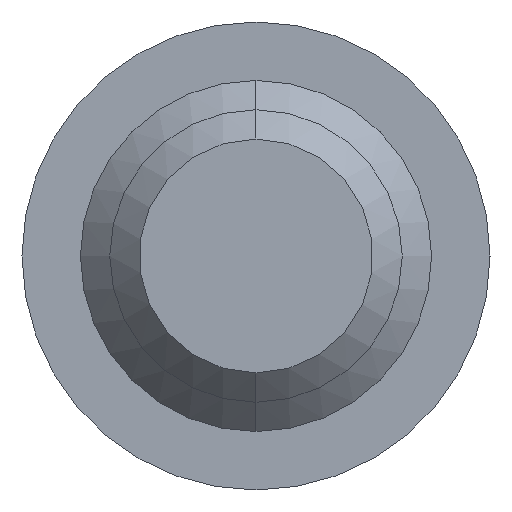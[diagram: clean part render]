
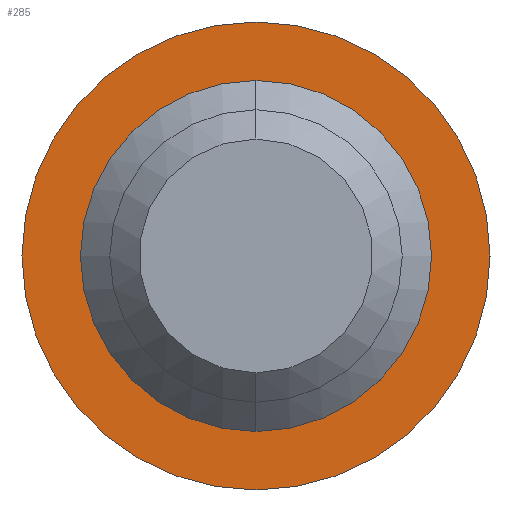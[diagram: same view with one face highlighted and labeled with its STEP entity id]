
A CAD part, left-side view. The second image highlights one B-rep face of the part: STEP entity #285.
In plain terms, the highlighted planar face has unit normal (-1, 0, 0).
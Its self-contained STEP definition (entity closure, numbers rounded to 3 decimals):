
#10 = FACE_OUTER_BOUND ( 'NONE', #191, .T. ) ;
#11 = ORIENTED_EDGE ( 'NONE', *, *, #38, .F. ) ;
#17 = CARTESIAN_POINT ( 'NONE',  ( 57., -6., 0. ) ) ;
#27 = AXIS2_PLACEMENT_3D ( 'NONE', #17, #75, #522 ) ;
#32 = CARTESIAN_POINT ( 'NONE',  ( 57., 0., 0. ) ) ;
#38 = EDGE_CURVE ( 'NONE', #611, #580, #442, .T. ) ;
#64 = VERTEX_POINT ( 'NONE', #475 ) ;
#75 = DIRECTION ( 'NONE',  ( -1., 0., 0. ) ) ;
#81 = DIRECTION ( 'NONE',  ( -1., 0., 0. ) ) ;
#113 = CARTESIAN_POINT ( 'NONE',  ( 57., 0., 6. ) ) ;
#122 = DIRECTION ( 'NONE',  ( 0., 0., 1. ) ) ;
#127 = CIRCLE ( 'NONE', #514, 8. ) ;
#182 = ORIENTED_EDGE ( 'NONE', *, *, #323, .T. ) ;
#191 = EDGE_LOOP ( 'NONE', ( #182, #533 ) ) ;
#195 = AXIS2_PLACEMENT_3D ( 'NONE', #460, #527, #569 ) ;
#222 = DIRECTION ( 'NONE',  ( -1., 0., 0. ) ) ;
#226 = CIRCLE ( 'NONE', #195, 6. ) ;
#256 = CARTESIAN_POINT ( 'NONE',  ( 57., 0., -6. ) ) ;
#257 = FACE_BOUND ( 'NONE', #446, .T. ) ;
#285 = ADVANCED_FACE ( 'NONE', ( #10, #257 ), #364, .T. ) ;
#314 = CARTESIAN_POINT ( 'NONE',  ( 57., 0., 8. ) ) ;
#323 = EDGE_CURVE ( 'NONE', #362, #64, #127, .T. ) ;
#362 = VERTEX_POINT ( 'NONE', #314 ) ;
#364 = PLANE ( 'NONE',  #27 ) ;
#365 = EDGE_CURVE ( 'NONE', #580, #611, #226, .T. ) ;
#368 = CARTESIAN_POINT ( 'NONE',  ( 57., 0., 0. ) ) ;
#442 = CIRCLE ( 'NONE', #620, 6. ) ;
#446 = EDGE_LOOP ( 'NONE', ( #11, #639 ) ) ;
#460 = CARTESIAN_POINT ( 'NONE',  ( 57., 0., 0. ) ) ;
#471 = CIRCLE ( 'NONE', #604, 8. ) ;
#475 = CARTESIAN_POINT ( 'NONE',  ( 57., 0., -8. ) ) ;
#514 = AXIS2_PLACEMENT_3D ( 'NONE', #368, #222, #574 ) ;
#522 = DIRECTION ( 'NONE',  ( 0., 0., 1. ) ) ;
#527 = DIRECTION ( 'NONE',  ( -1., 0., 0. ) ) ;
#533 = ORIENTED_EDGE ( 'NONE', *, *, #598, .T. ) ;
#569 = DIRECTION ( 'NONE',  ( 0., 0., 1. ) ) ;
#574 = DIRECTION ( 'NONE',  ( 0., 0., 1. ) ) ;
#580 = VERTEX_POINT ( 'NONE', #256 ) ;
#598 = EDGE_CURVE ( 'NONE', #64, #362, #471, .T. ) ;
#603 = CARTESIAN_POINT ( 'NONE',  ( 57., 0., 0. ) ) ;
#604 = AXIS2_PLACEMENT_3D ( 'NONE', #603, #608, #612 ) ;
#608 = DIRECTION ( 'NONE',  ( -1., 0., 0. ) ) ;
#611 = VERTEX_POINT ( 'NONE', #113 ) ;
#612 = DIRECTION ( 'NONE',  ( 0., 0., 1. ) ) ;
#620 = AXIS2_PLACEMENT_3D ( 'NONE', #32, #81, #122 ) ;
#639 = ORIENTED_EDGE ( 'NONE', *, *, #365, .F. ) ;
